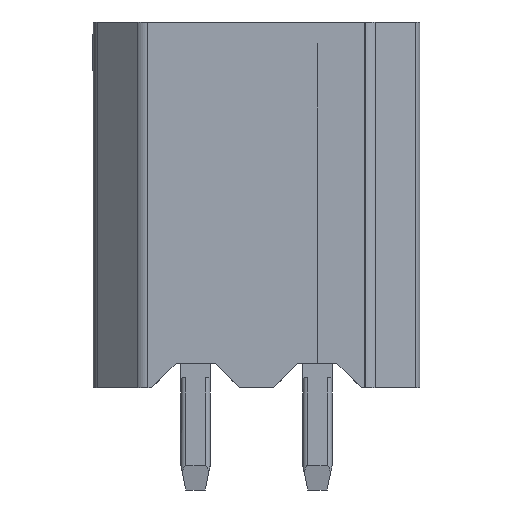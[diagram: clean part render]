
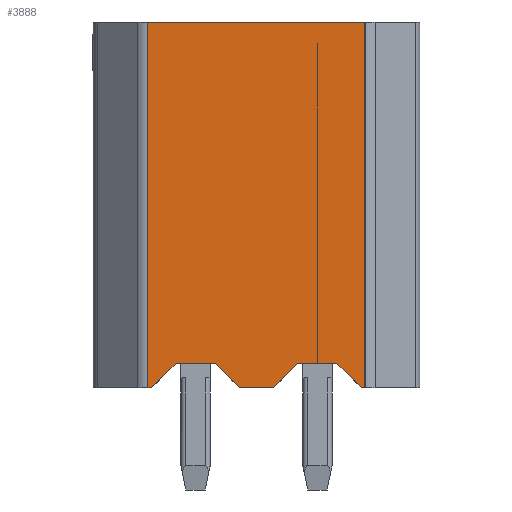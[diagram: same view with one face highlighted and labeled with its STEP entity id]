
A CAD part, front view. The second image highlights one B-rep face of the part: STEP entity #3888.
In plain terms, the highlighted planar face has unit normal (0, -1, 0).
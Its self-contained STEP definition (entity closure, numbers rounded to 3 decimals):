
#3888=ADVANCED_FACE('',(#9057),#9058,.T.);
#4810=VERTEX_POINT('',#10223);
#4814=VERTEX_POINT('',#10227);
#4816=EDGE_CURVE('',#4814,#4810,#10229,.T.);
#5030=VERTEX_POINT('',#10443);
#5038=VERTEX_POINT('',#10451);
#5042=EDGE_CURVE('',#5038,#5030,#10455,.T.);
#5122=VERTEX_POINT('',#10535);
#5124=EDGE_CURVE('',#5122,#5030,#10537,.T.);
#5148=VERTEX_POINT('',#10561);
#5152=EDGE_CURVE('',#4810,#5148,#10565,.T.);
#5156=EDGE_CURVE('',#4814,#5038,#10569,.T.);
#5280=VERTEX_POINT('',#10693);
#5284=VERTEX_POINT('',#10697);
#5286=EDGE_CURVE('',#5280,#5284,#10699,.T.);
#5420=VERTEX_POINT('',#10833);
#5426=EDGE_CURVE('',#5280,#5420,#10839,.T.);
#5478=VERTEX_POINT('',#10891);
#5482=EDGE_CURVE('',#5478,#5420,#10895,.T.);
#5504=VERTEX_POINT('',#10917);
#5508=EDGE_CURVE('',#5504,#5478,#10921,.T.);
#5548=EDGE_CURVE('',#5504,#5122,#10961,.T.);
#5784=VERTEX_POINT('',#11197);
#5786=EDGE_CURVE('',#5284,#5784,#11199,.T.);
#5790=VERTEX_POINT('',#11203);
#5792=EDGE_CURVE('',#5790,#5148,#11205,.T.);
#5794=VERTEX_POINT('',#11207);
#5796=EDGE_CURVE('',#5790,#5794,#11209,.T.);
#5798=VERTEX_POINT('',#11211);
#5800=EDGE_CURVE('',#5794,#5798,#11213,.T.);
#5802=EDGE_CURVE('',#5784,#5798,#11215,.T.);
#9057=FACE_OUTER_BOUND('',#15912,.T.);
#9058=PLANE('',#15913);
#10223=CARTESIAN_POINT('',(4.451,0.0,0.));
#10227=CARTESIAN_POINT('',(4.376,0.0,0.));
#10229=LINE('',#18022,#18023);
#10443=CARTESIAN_POINT('',(3.476,0.0,0.5));
#10451=CARTESIAN_POINT('',(3.876,0.0,0.5));
#10455=LINE('',#18428,#18429);
#10535=CARTESIAN_POINT('',(3.476,0.0,7.05));
#10537=LINE('',#18566,#18567);
#10561=CARTESIAN_POINT('',(4.451,0.0,7.5));
#10565=LINE('',#18638,#18639);
#10569=LINE('',#18669,#18670);
#10693=CARTESIAN_POINT('',(1.876,0.0,0.));
#10697=CARTESIAN_POINT('',(1.376,0.0,0.5));
#10699=LINE('',#18893,#18894);
#10833=CARTESIAN_POINT('',(2.576,0.0,0.));
#10839=LINE('',#19114,#19115);
#10891=CARTESIAN_POINT('',(3.076,0.0,0.5));
#10895=LINE('',#19205,#19206);
#10917=CARTESIAN_POINT('',(3.476,0.0,0.5));
#10921=LINE('',#19245,#19246);
#10961=LINE('',#19311,#19312);
#11197=CARTESIAN_POINT('',(0.576,0.0,0.5));
#11199=LINE('',#19699,#19700);
#11203=CARTESIAN_POINT('',(0.,0.0,7.5));
#11205=LINE('',#19709,#19710);
#11207=CARTESIAN_POINT('',(0.,0.0,0.0));
#11209=LINE('',#19715,#19716);
#11211=CARTESIAN_POINT('',(0.076,0.0,0.0));
#11213=LINE('',#19721,#19722);
#11215=LINE('',#19725,#19726);
#15912=EDGE_LOOP('',(#25038,#25039,#25040,#25041,#25042,#25043,#25044,#25045,#25046,#25047,#25048,#25049,#25050,#25051,#25052));
#15913=AXIS2_PLACEMENT_3D('',#25053,#25054,#25055);
#18022=CARTESIAN_POINT('',(4.376,0.0,0.));
#18023=VECTOR('',#27120,1.0);
#18428=CARTESIAN_POINT('',(3.876,0.0,0.5));
#18429=VECTOR('',#27195,1.0);
#18566=CARTESIAN_POINT('',(3.476,0.0,7.05));
#18567=VECTOR('',#27228,1.0);
#18638=CARTESIAN_POINT('',(4.451,0.0,0.));
#18639=VECTOR('',#27245,1.0);
#18669=CARTESIAN_POINT('',(4.376,0.0,0.));
#18670=VECTOR('',#27246,1.0);
#18893=CARTESIAN_POINT('',(1.876,0.0,0.));
#18894=VECTOR('',#27285,1.0);
#19114=CARTESIAN_POINT('',(1.876,0.0,0.0));
#19115=VECTOR('',#27343,1.0);
#19205=CARTESIAN_POINT('',(3.076,0.0,0.5));
#19206=VECTOR('',#27363,1.0);
#19245=CARTESIAN_POINT('',(3.476,0.0,0.5));
#19246=VECTOR('',#27370,1.0);
#19311=CARTESIAN_POINT('',(3.476,0.0,0.5));
#19312=VECTOR('',#27383,1.0);
#19699=CARTESIAN_POINT('',(0.976,0.0,0.5));
#19700=VECTOR('',#27458,1.0);
#19709=CARTESIAN_POINT('',(0.,0.0,7.5));
#19710=VECTOR('',#27460,1.0);
#19715=CARTESIAN_POINT('',(0.,0.0,7.5));
#19716=VECTOR('',#27461,1.0);
#19721=CARTESIAN_POINT('',(0.,0.0,0.0));
#19722=VECTOR('',#27462,1.0);
#19725=CARTESIAN_POINT('',(0.576,0.0,0.5));
#19726=VECTOR('',#27463,1.0);
#25038=ORIENTED_EDGE('',*,*,#5792,.F.);
#25039=ORIENTED_EDGE('',*,*,#5796,.T.);
#25040=ORIENTED_EDGE('',*,*,#5800,.T.);
#25041=ORIENTED_EDGE('',*,*,#5802,.F.);
#25042=ORIENTED_EDGE('',*,*,#5786,.F.);
#25043=ORIENTED_EDGE('',*,*,#5286,.F.);
#25044=ORIENTED_EDGE('',*,*,#5426,.T.);
#25045=ORIENTED_EDGE('',*,*,#5482,.F.);
#25046=ORIENTED_EDGE('',*,*,#5508,.F.);
#25047=ORIENTED_EDGE('',*,*,#5548,.T.);
#25048=ORIENTED_EDGE('',*,*,#5124,.T.);
#25049=ORIENTED_EDGE('',*,*,#5042,.F.);
#25050=ORIENTED_EDGE('',*,*,#5156,.F.);
#25051=ORIENTED_EDGE('',*,*,#4816,.T.);
#25052=ORIENTED_EDGE('',*,*,#5152,.T.);
#25053=CARTESIAN_POINT('',(2.281,0.0,-0.188));
#25054=DIRECTION('',(0.0,-1.0,0.0));
#25055=DIRECTION('',(0.0,0.0,-1.0));
#27120=DIRECTION('',(1.0,0.0,0.0));
#27195=DIRECTION('',(-1.0,0.0,0.0));
#27228=DIRECTION('',(0.,0.0,-1.0));
#27245=DIRECTION('',(0.0,0.0,1.0));
#27246=DIRECTION('',(-0.707,0.0,0.707));
#27285=DIRECTION('',(-0.707,0.0,0.707));
#27343=DIRECTION('',(1.0,0.0,0.0));
#27363=DIRECTION('',(-0.707,0.0,-0.707));
#27370=DIRECTION('',(-1.0,0.0,0.0));
#27383=DIRECTION('',(0.,0.0,1.0));
#27458=DIRECTION('',(-1.0,0.0,0.0));
#27460=DIRECTION('',(1.0,0.0,0.0));
#27461=DIRECTION('',(0.0,0.0,-1.0));
#27462=DIRECTION('',(1.0,0.0,0.0));
#27463=DIRECTION('',(-0.707,0.0,-0.707));
